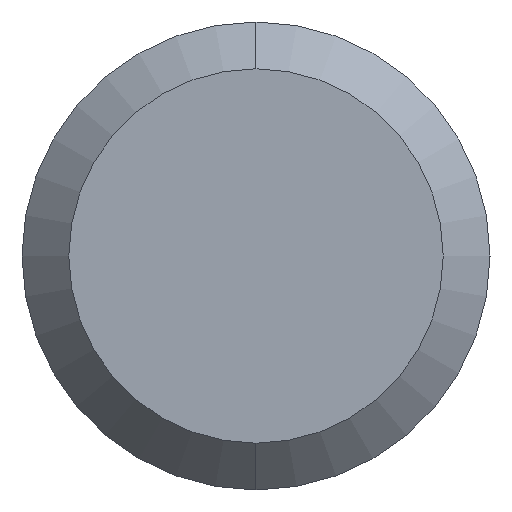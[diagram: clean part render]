
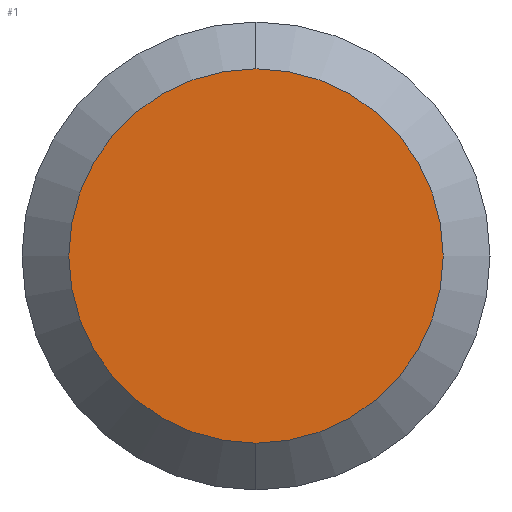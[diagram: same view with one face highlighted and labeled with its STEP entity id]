
A CAD part, left-side view. The second image highlights one B-rep face of the part: STEP entity #1.
In plain terms, the highlighted planar face has unit normal (-1, 0, 0).
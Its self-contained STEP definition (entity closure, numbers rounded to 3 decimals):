
#1 = ADVANCED_FACE ( 'NONE', ( #373 ), #190, .F. ) ;
#3 = CARTESIAN_POINT ( 'NONE',  ( 0., 0., 3.2 ) ) ;
#12 = VERTEX_POINT ( 'NONE', #150 ) ;
#20 = DIRECTION ( 'NONE',  ( 0., 0., 1. ) ) ;
#70 = AXIS2_PLACEMENT_3D ( 'NONE', #384, #192, #469 ) ;
#98 = CARTESIAN_POINT ( 'NONE',  ( 0., 0., 0. ) ) ;
#105 = DIRECTION ( 'NONE',  ( -1., 0., 0. ) ) ;
#130 = AXIS2_PLACEMENT_3D ( 'NONE', #461, #105, #311 ) ;
#144 = ORIENTED_EDGE ( 'NONE', *, *, #412, .T. ) ;
#150 = CARTESIAN_POINT ( 'NONE',  ( 0., 0., -3.2 ) ) ;
#159 = VERTEX_POINT ( 'NONE', #3 ) ;
#174 = AXIS2_PLACEMENT_3D ( 'NONE', #98, #454, #20 ) ;
#190 = PLANE ( 'NONE',  #70 ) ;
#192 = DIRECTION ( 'NONE',  ( 1., 0., 0. ) ) ;
#227 = ORIENTED_EDGE ( 'NONE', *, *, #333, .T. ) ;
#263 = EDGE_LOOP ( 'NONE', ( #144, #227 ) ) ;
#311 = DIRECTION ( 'NONE',  ( 0., 0., 1. ) ) ;
#329 = CIRCLE ( 'NONE', #130, 3.2 ) ;
#333 = EDGE_CURVE ( 'NONE', #159, #12, #437, .T. ) ;
#373 = FACE_OUTER_BOUND ( 'NONE', #263, .T. ) ;
#384 = CARTESIAN_POINT ( 'NONE',  ( 0., 3.2, 0. ) ) ;
#412 = EDGE_CURVE ( 'NONE', #12, #159, #329, .T. ) ;
#437 = CIRCLE ( 'NONE', #174, 3.2 ) ;
#454 = DIRECTION ( 'NONE',  ( -1., 0., 0. ) ) ;
#461 = CARTESIAN_POINT ( 'NONE',  ( 0., 0., 0. ) ) ;
#469 = DIRECTION ( 'NONE',  ( 0., 0., -1. ) ) ;
